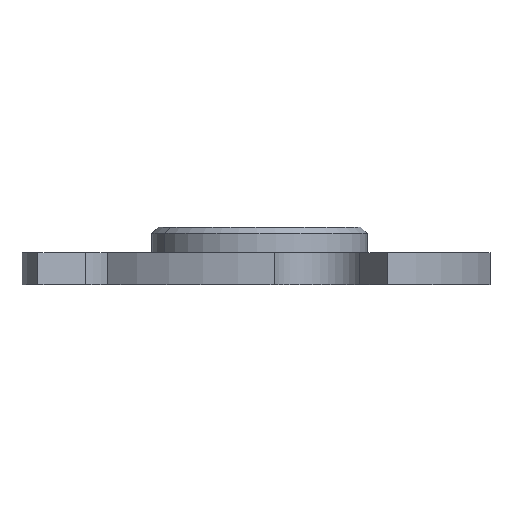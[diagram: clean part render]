
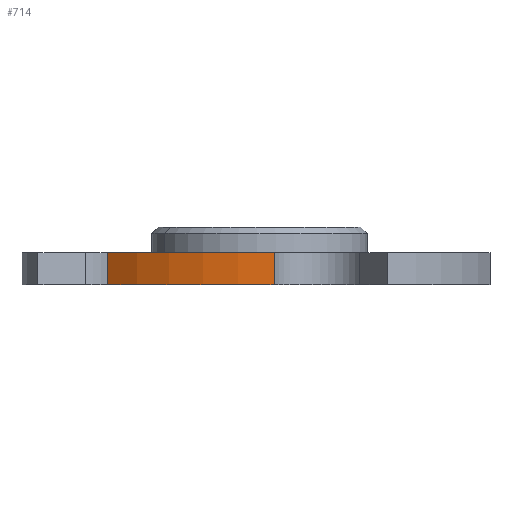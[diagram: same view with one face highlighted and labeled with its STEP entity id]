
A CAD part, left-side view. The second image highlights one B-rep face of the part: STEP entity #714.
In plain terms, the highlighted cylindrical face has radius 74 mm (diameter 148 mm), a partial arc.
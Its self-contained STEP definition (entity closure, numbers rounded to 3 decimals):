
#181=CARTESIAN_POINT('Vertex',(-57.082,47.092,-8.)) ;
#184=CARTESIAN_POINT('Axis2P3D Location',(0.,0.,-8.)) ;
#188=CARTESIAN_POINT('Vertex',(-73.86,-4.547,-8.)) ;
#463=CARTESIAN_POINT('Vertex',(-73.86,-4.547,-18.)) ;
#466=CARTESIAN_POINT('Axis2P3D Location',(0.,0.,-18.)) ;
#470=CARTESIAN_POINT('Vertex',(-57.082,47.092,-18.)) ;
#676=CARTESIAN_POINT('Axis2P3D Location',(0.,0.,-9.)) ;
#698=CARTESIAN_POINT('Line Origine',(-57.082,47.092,-13.)) ;
#703=CARTESIAN_POINT('Line Origine',(-73.86,-4.547,-13.)) ;
#185=DIRECTION('Axis2P3D Direction',(0.,0.,1.)) ;
#467=DIRECTION('Axis2P3D Direction',(0.,0.,1.)) ;
#677=DIRECTION('Axis2P3D Direction',(0.,0.,1.)) ;
#678=DIRECTION('Axis2P3D XDirection',(0.998,-0.061,0.)) ;
#699=DIRECTION('Vector Direction',(0.,0.,1.)) ;
#704=DIRECTION('Vector Direction',(0.,0.,1.)) ;
#186=AXIS2_PLACEMENT_3D('Circle Axis2P3D',#184,#185,$) ;
#468=AXIS2_PLACEMENT_3D('Circle Axis2P3D',#466,#467,$) ;
#679=AXIS2_PLACEMENT_3D('Cylinder Axis2P3D',#676,#677,#678) ;
#709=ORIENTED_EDGE('',*,*,#190,.F.) ;
#710=ORIENTED_EDGE('',*,*,#702,.T.) ;
#711=ORIENTED_EDGE('',*,*,#472,.T.) ;
#712=ORIENTED_EDGE('',*,*,#707,.F.) ;
#700=VECTOR('Line Direction',#699,1.) ;
#705=VECTOR('Line Direction',#704,1.) ;
#714=ADVANCED_FACE('Corps principal',(#713),#680,.T.) ;
#187=CIRCLE('generated circle',#186,74.) ;
#469=CIRCLE('generated circle',#468,74.) ;
#680=CYLINDRICAL_SURFACE('generated cylinder',#679,74.) ;
#190=EDGE_CURVE('',#182,#189,#187,.T.) ;
#472=EDGE_CURVE('',#471,#464,#469,.T.) ;
#702=EDGE_CURVE('',#182,#471,#701,.F.) ;
#707=EDGE_CURVE('',#189,#464,#706,.F.) ;
#708=EDGE_LOOP('',(#709,#710,#711,#712)) ;
#713=FACE_OUTER_BOUND('',#708,.T.) ;
#701=LINE('Line',#698,#700) ;
#706=LINE('Line',#703,#705) ;
#182=VERTEX_POINT('',#181) ;
#189=VERTEX_POINT('',#188) ;
#464=VERTEX_POINT('',#463) ;
#471=VERTEX_POINT('',#470) ;
